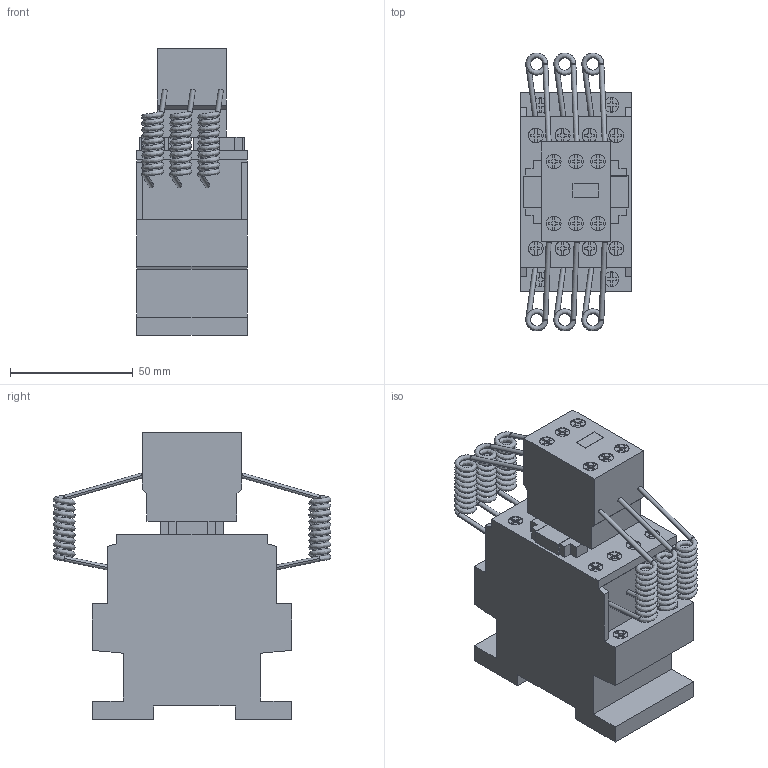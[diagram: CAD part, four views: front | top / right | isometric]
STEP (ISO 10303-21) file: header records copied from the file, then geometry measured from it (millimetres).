
FILE_DESCRIPTION((''),'2;1');
FILE_NAME('3d_BFK0910A02460.stp','2012-10-03T14:00:55',(''),(''),'Mechanical Desktop 2011','Mechanical Desktop 2011',', , ');
FILE_SCHEMA(('CONFIG_CONTROL_DESIGN'));
Length unit declared in the file: millimetre
Products named in the file (1): Product
Bounding box: 45 x 112.99 x 116.73 mm (x, y, z)
Volume: 267878.9 mm3; surface area: 47708.3 mm2
Topology: 24 solids, 24 shells, 719 faces, 2330 edges, 1974 vertices
Faces by surface type: plane 537, cylinder 120, bspline 62
Entity records: 61494 total; most frequent: CARTESIAN_POINT 41490, ORIENTED_EDGE 4104, DIRECTION 3868, EDGE_CURVE 2052, VECTOR 1868, LINE 1868, VERTEX_POINT 1418, AXIS2_PLACEMENT_3D 1000
